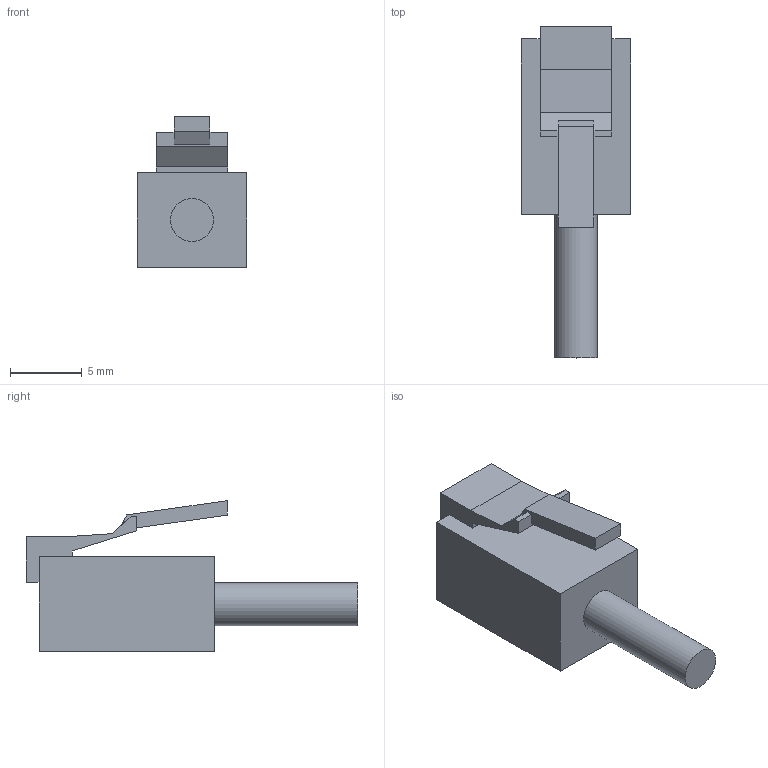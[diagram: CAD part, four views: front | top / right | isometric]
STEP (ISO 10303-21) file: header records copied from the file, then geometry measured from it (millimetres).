
FILE_DESCRIPTION(/* description */ (''),/* implementation_level */ '2;1');
FILE_NAME(/* name */ 'Receiver Cable.ipt.step',/* time_stamp */ '2020-04-16T23:32:37-04:00',/* author */ ('Jordan'),/* organization */ (''),/* preprocessor_version */ 'ST-DEVELOPER v17',/* originating_system */ 'Autodesk Inventor 2019',/* authorisation */ '');
FILE_SCHEMA (('AUTOMOTIVE_DESIGN { 1 0 10303 214 3 1 1 }'));
Length unit declared in the file: inch
Products named in the file (1): Receiver Cable
Bounding box: 7.6 x 23.1 x 10.5 mm (x, y, z)
Volume: 745.9 mm3; surface area: 677.2 mm2
Topology: 1 solids, 1 shells, 26 faces, 71 edges, 48 vertices
Faces by surface type: plane 25, cylinder 1
Full cylindrical faces by diameter (mm): 3 x1
Entity records: 896 total; most frequent: CARTESIAN_POINT 146, ORIENTED_EDGE 142, DIRECTION 129, EDGE_CURVE 71, LINE 67, VECTOR 67, VERTEX_POINT 48, AXIS2_PLACEMENT_3D 31
